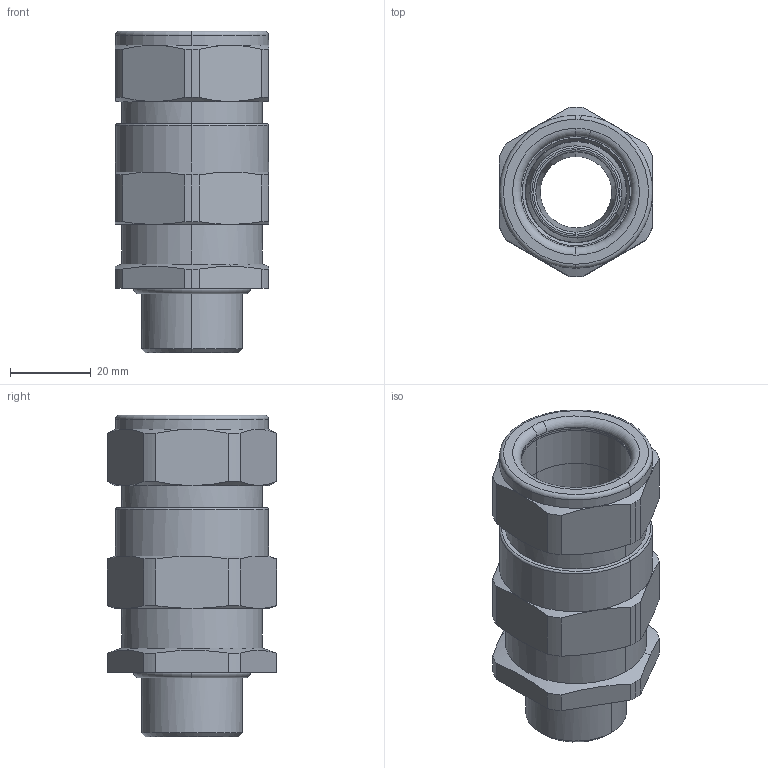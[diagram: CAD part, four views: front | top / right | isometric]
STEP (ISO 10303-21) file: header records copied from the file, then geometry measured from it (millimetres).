
FILE_DESCRIPTION(('CATIA V5 STEP Exchange','CAx-IF Rec.Pracs.--- Model Styling and Organization---1.4--- 2014-01-23'),'2;1');
FILE_NAME ('135468-2_1_1184690000_1184690000.stp','2020-12-07T06:51:17+00:00',('none'),('Weidmueller'),'CATIA Version 5-6 Release 2016 SP3 HF44','CATIA V5 STEP AP214','none');
FILE_SCHEMA(('AUTOMOTIVE_DESIGN { 1 0 10303 214 1 1 1 1 }'));
Length unit declared in the file: millimetre
Products named in the file (1): E1WF_M25-M25
Bounding box: 38 x 42 x 79.9 mm (x, y, z)
Volume: 43286 mm3; surface area: 32494.7 mm2
Topology: 5 solids, 5 shells, 237 faces, 552 edges, 338 vertices
Faces by surface type: cone 74, cylinder 74, torus 48, plane 41
Entity records: 6554 total; most frequent: CARTESIAN_POINT 1470, ORIENTED_EDGE 1104, DIRECTION 863, EDGE_CURVE 552, AXIS2_PLACEMENT_3D 525, VERTEX_POINT 338, CIRCLE 333, EDGE_LOOP 260
